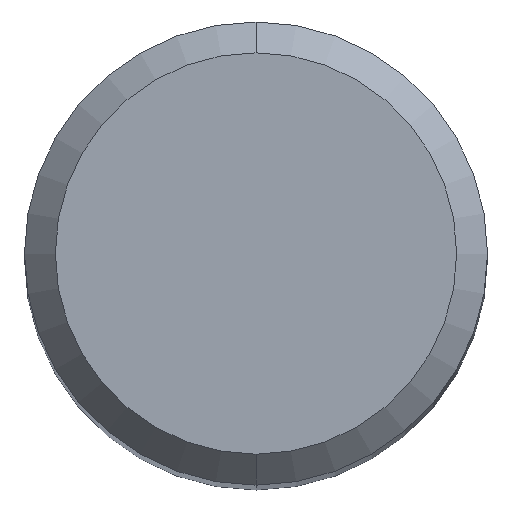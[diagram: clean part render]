
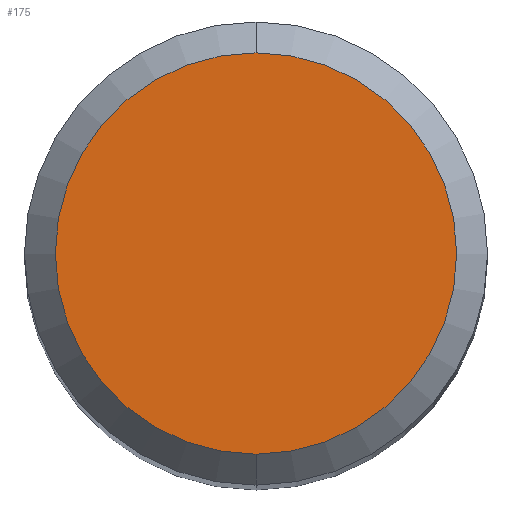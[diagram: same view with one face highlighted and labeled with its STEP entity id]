
A CAD part, top view. The second image highlights one B-rep face of the part: STEP entity #175.
In plain terms, the highlighted planar face has unit normal (0, 0, 1).
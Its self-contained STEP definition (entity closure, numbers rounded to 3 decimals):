
#157=EDGE_CURVE('',#169,#205,#318,.T.);
#169=VERTEX_POINT('',#330);
#175=ADVANCED_FACE('',(#336),#337,.T.);
#205=VERTEX_POINT('',#371);
#225=EDGE_CURVE('',#205,#169,#393,.T.);
#318=CIRCLE('',#498,2.6);
#330=CARTESIAN_POINT('',(0.,-2.6,0.0));
#336=FACE_OUTER_BOUND('',#518,.T.);
#337=PLANE('',#519);
#371=CARTESIAN_POINT('',(0.0,2.6,0.0));
#393=CIRCLE('',#595,2.6);
#498=AXIS2_PLACEMENT_3D('',#715,#716,#717);
#518=EDGE_LOOP('',(#725,#726));
#519=AXIS2_PLACEMENT_3D('',#727,#728,#729);
#595=AXIS2_PLACEMENT_3D('',#790,#791,#792);
#715=CARTESIAN_POINT('',(0.0,0.0,0.0));
#716=DIRECTION('',(0.0,0.0,-1.0));
#717=DIRECTION('',(0.0,1.0,0.0));
#725=ORIENTED_EDGE('',*,*,#225,.F.);
#726=ORIENTED_EDGE('',*,*,#157,.F.);
#727=CARTESIAN_POINT('',(0.0,1.3,0.0));
#728=DIRECTION('',(-0.0,0.0,1.0));
#729=DIRECTION('',(0.0,-1.0,0.0));
#790=CARTESIAN_POINT('',(0.0,0.0,0.0));
#791=DIRECTION('',(0.0,0.0,-1.0));
#792=DIRECTION('',(0.0,1.0,0.0));
